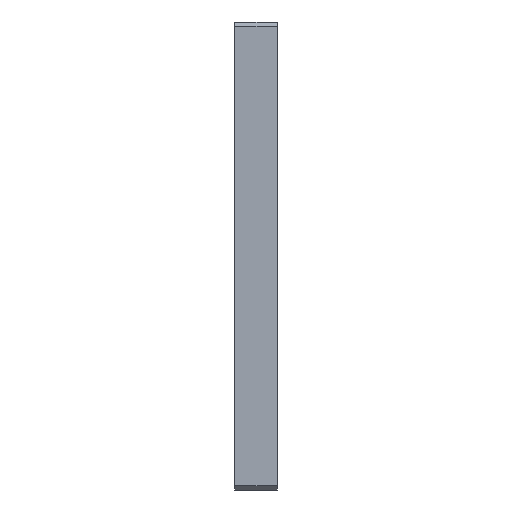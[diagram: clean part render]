
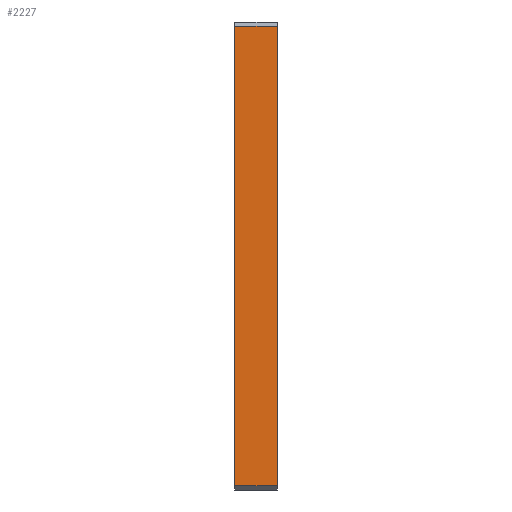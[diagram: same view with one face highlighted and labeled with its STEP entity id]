
A CAD part, left-side view. The second image highlights one B-rep face of the part: STEP entity #2227.
In plain terms, the highlighted planar face has unit normal (-1, 0, 0).
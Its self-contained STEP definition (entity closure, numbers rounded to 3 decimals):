
#197 = VECTOR ( 'NONE', #4966, 1000. ) ;
#526 = CARTESIAN_POINT ( 'NONE',  ( -164.85, 5., -54.85 ) ) ;
#579 = EDGE_LOOP ( 'NONE', ( #11343, #10586, #3631, #2055 ) ) ;
#883 = CARTESIAN_POINT ( 'NONE',  ( -164.85, -5., -54.85 ) ) ;
#1135 = CARTESIAN_POINT ( 'NONE',  ( -164.85, 5., -53.85 ) ) ;
#1356 = LINE ( 'NONE', #883, #5920 ) ;
#1526 = VERTEX_POINT ( 'NONE', #5646 ) ;
#2055 = ORIENTED_EDGE ( 'NONE', *, *, #9054, .T. ) ;
#2227 = ADVANCED_FACE ( 'NONE', ( #4523 ), #4286, .F. ) ;
#2376 = CARTESIAN_POINT ( 'NONE',  ( -164.85, -5., -53.85 ) ) ;
#2741 = LINE ( 'NONE', #8854, #197 ) ;
#3182 = EDGE_CURVE ( 'NONE', #11770, #10845, #8630, .T. ) ;
#3204 = DIRECTION ( 'NONE',  ( 0., 0., -1. ) ) ;
#3234 = EDGE_CURVE ( 'NONE', #11770, #1526, #2741, .T. ) ;
#3631 = ORIENTED_EDGE ( 'NONE', *, *, #7801, .T. ) ;
#4286 = PLANE ( 'NONE',  #6006 ) ;
#4523 = FACE_OUTER_BOUND ( 'NONE', #579, .T. ) ;
#4599 = DIRECTION ( 'NONE',  ( 0., 0., 1. ) ) ;
#4966 = DIRECTION ( 'NONE',  ( 0., 0., 1. ) ) ;
#5401 = VECTOR ( 'NONE', #6002, 1000. ) ;
#5554 = CARTESIAN_POINT ( 'NONE',  ( -164.85, 5., 53.85 ) ) ;
#5646 = CARTESIAN_POINT ( 'NONE',  ( -164.85, 5., 53.85 ) ) ;
#5920 = VECTOR ( 'NONE', #4599, 1000. ) ;
#6002 = DIRECTION ( 'NONE',  ( 0., -1., 0. ) ) ;
#6006 = AXIS2_PLACEMENT_3D ( 'NONE', #526, #8857, #3204 ) ;
#6752 = LINE ( 'NONE', #5554, #10182 ) ;
#7155 = VERTEX_POINT ( 'NONE', #12026 ) ;
#7347 = CARTESIAN_POINT ( 'NONE',  ( -164.85, 5., -53.85 ) ) ;
#7516 = DIRECTION ( 'NONE',  ( 0., 1., 0. ) ) ;
#7801 = EDGE_CURVE ( 'NONE', #10845, #7155, #1356, .T. ) ;
#8630 = LINE ( 'NONE', #7347, #5401 ) ;
#8854 = CARTESIAN_POINT ( 'NONE',  ( -164.85, 5., -54.85 ) ) ;
#8857 = DIRECTION ( 'NONE',  ( 1., 0., 0. ) ) ;
#9054 = EDGE_CURVE ( 'NONE', #7155, #1526, #6752, .T. ) ;
#10182 = VECTOR ( 'NONE', #7516, 1000. ) ;
#10586 = ORIENTED_EDGE ( 'NONE', *, *, #3182, .T. ) ;
#10845 = VERTEX_POINT ( 'NONE', #2376 ) ;
#11343 = ORIENTED_EDGE ( 'NONE', *, *, #3234, .F. ) ;
#11770 = VERTEX_POINT ( 'NONE', #1135 ) ;
#12026 = CARTESIAN_POINT ( 'NONE',  ( -164.85, -5., 53.85 ) ) ;
